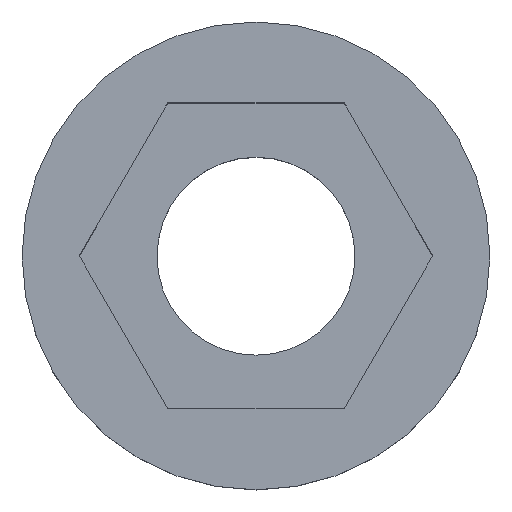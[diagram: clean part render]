
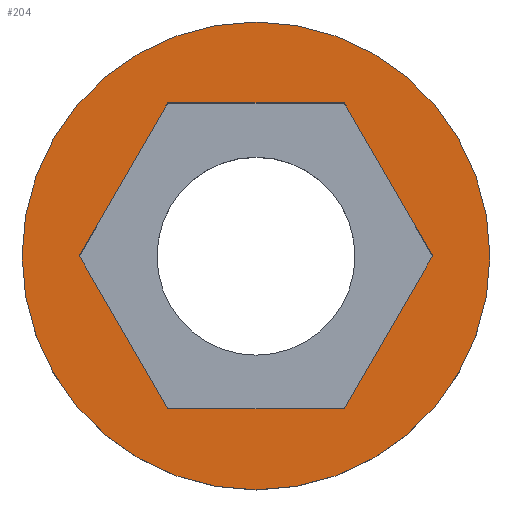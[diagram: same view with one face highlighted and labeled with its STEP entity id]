
A CAD part, top view. The second image highlights one B-rep face of the part: STEP entity #204.
In plain terms, the highlighted planar face has unit normal (0, 0, 1).
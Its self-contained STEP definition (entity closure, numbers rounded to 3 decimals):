
#15=LINE('',#312,#33);
#16=LINE('',#314,#34);
#17=LINE('',#316,#35);
#18=LINE('',#318,#36);
#19=LINE('',#320,#37);
#20=LINE('',#321,#38);
#33=VECTOR('',#258,1000.);
#34=VECTOR('',#259,1000.);
#35=VECTOR('',#260,1000.);
#36=VECTOR('',#261,1000.);
#37=VECTOR('',#262,1000.);
#38=VECTOR('',#263,1000.);
#51=PLANE('',#225);
#67=FACE_BOUND('',#92,.T.);
#74=FACE_OUTER_BOUND('',#91,.T.);
#91=EDGE_LOOP('',(#159));
#92=EDGE_LOOP('',(#160,#161,#162,#163,#164,#165));
#106=CIRCLE('',#221,3.25);
#112=VERTEX_POINT('',#302);
#115=VERTEX_POINT('',#310);
#116=VERTEX_POINT('',#311);
#117=VERTEX_POINT('',#313);
#118=VERTEX_POINT('',#315);
#119=VERTEX_POINT('',#317);
#120=VERTEX_POINT('',#319);
#130=EDGE_CURVE('',#112,#112,#106,.T.);
#133=EDGE_CURVE('',#115,#116,#15,.T.);
#134=EDGE_CURVE('',#117,#115,#16,.T.);
#135=EDGE_CURVE('',#118,#117,#17,.T.);
#136=EDGE_CURVE('',#119,#118,#18,.T.);
#137=EDGE_CURVE('',#120,#119,#19,.T.);
#138=EDGE_CURVE('',#116,#120,#20,.T.);
#159=ORIENTED_EDGE('',*,*,#130,.F.);
#160=ORIENTED_EDGE('',*,*,#133,.F.);
#161=ORIENTED_EDGE('',*,*,#134,.F.);
#162=ORIENTED_EDGE('',*,*,#135,.F.);
#163=ORIENTED_EDGE('',*,*,#136,.F.);
#164=ORIENTED_EDGE('',*,*,#137,.F.);
#165=ORIENTED_EDGE('',*,*,#138,.F.);
#204=ADVANCED_FACE('',(#74,#67),#51,.F.);
#221=AXIS2_PLACEMENT_3D('',#303,#248,#249);
#225=AXIS2_PLACEMENT_3D('',#309,#256,#257);
#248=DIRECTION('center_axis',(0.,0.,-1.));
#249=DIRECTION('ref_axis',(1.,0.,0.));
#256=DIRECTION('center_axis',(0.,0.,-1.));
#257=DIRECTION('ref_axis',(1.,0.,0.));
#258=DIRECTION('',(1.,0.,0.));
#259=DIRECTION('',(0.5,-0.866,0.));
#260=DIRECTION('',(-0.5,-0.866,0.));
#261=DIRECTION('',(-1.,0.,0.));
#262=DIRECTION('',(-0.5,0.866,0.));
#263=DIRECTION('',(0.5,0.866,0.));
#302=CARTESIAN_POINT('',(-3.25,0.,3.5));
#303=CARTESIAN_POINT('Origin',(0.,0.,3.5));
#309=CARTESIAN_POINT('Origin',(0.,0.,3.5));
#310=CARTESIAN_POINT('',(-1.227,-2.125,3.5));
#311=CARTESIAN_POINT('',(1.227,-2.125,3.5));
#312=CARTESIAN_POINT('',(-1.227,-2.125,3.5));
#313=CARTESIAN_POINT('',(-2.454,0.,3.5));
#314=CARTESIAN_POINT('',(-2.454,0.,3.5));
#315=CARTESIAN_POINT('',(-1.227,2.125,3.5));
#316=CARTESIAN_POINT('',(-1.227,2.125,3.5));
#317=CARTESIAN_POINT('',(1.227,2.125,3.5));
#318=CARTESIAN_POINT('',(1.227,2.125,3.5));
#319=CARTESIAN_POINT('',(2.454,0.,3.5));
#320=CARTESIAN_POINT('',(2.454,0.,3.5));
#321=CARTESIAN_POINT('',(1.227,-2.125,3.5));
